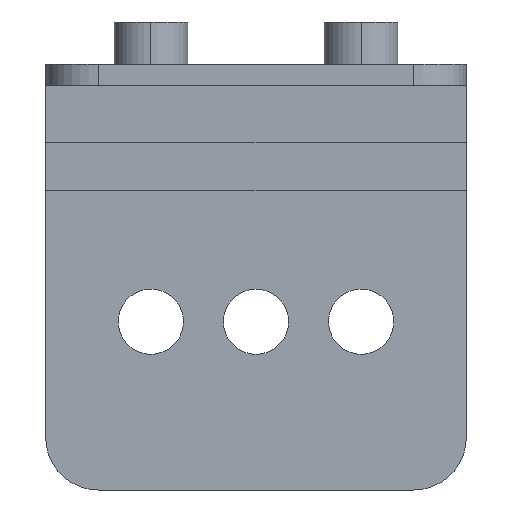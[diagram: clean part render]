
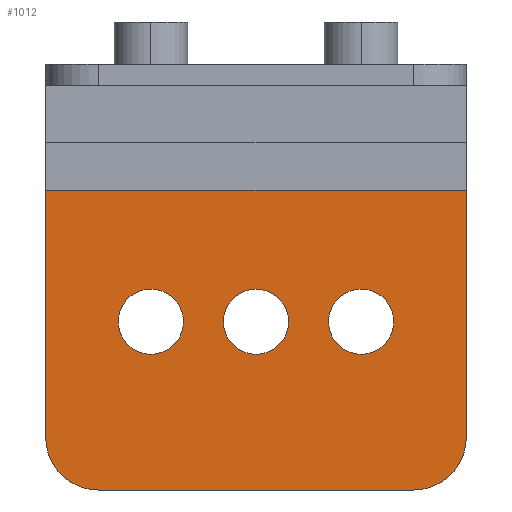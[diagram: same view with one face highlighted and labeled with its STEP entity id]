
A CAD part, front view. The second image highlights one B-rep face of the part: STEP entity #1012.
In plain terms, the highlighted planar face has unit normal (0, -1, 0).
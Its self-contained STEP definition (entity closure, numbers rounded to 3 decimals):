
#102=CARTESIAN_POINT('',(-15.,-2.,-35.5));
#103=DIRECTION('',(0.,1.,0.));
#104=DIRECTION('',(0.,0.,-1.));
#105=AXIS2_PLACEMENT_3D('',#102,#103,#104);
#110=DIRECTION('',(0.,0.,1.));
#111=VECTOR('',#110,33.);
#112=CARTESIAN_POINT('',(-20.,-2.,-35.5));
#113=LINE('',#112,#111);
#117=CARTESIAN_POINT('',(15.,-2.,-35.5));
#118=DIRECTION('',(0.,1.,0.));
#119=DIRECTION('',(1.,0.,0.));
#120=AXIS2_PLACEMENT_3D('',#117,#118,#119);
#125=DIRECTION('',(-1.,0.,0.));
#126=VECTOR('',#125,30.);
#127=CARTESIAN_POINT('',(15.,-2.,-40.5));
#128=LINE('',#127,#126);
#132=CARTESIAN_POINT('',(0.,-2.,-24.5));
#133=DIRECTION('',(0.,-1.,0.));
#134=DIRECTION('',(-1.,0.,0.));
#135=AXIS2_PLACEMENT_3D('',#132,#133,#134);
#140=CARTESIAN_POINT('',(0.,-2.,-24.5));
#141=DIRECTION('',(0.,-1.,0.));
#142=DIRECTION('',(1.,0.,0.));
#143=AXIS2_PLACEMENT_3D('',#140,#141,#142);
#148=CARTESIAN_POINT('',(10.,-2.,-24.5));
#149=DIRECTION('',(0.,-1.,0.));
#150=DIRECTION('',(-1.,0.,0.));
#151=AXIS2_PLACEMENT_3D('',#148,#149,#150);
#156=CARTESIAN_POINT('',(10.,-2.,-24.5));
#157=DIRECTION('',(0.,-1.,0.));
#158=DIRECTION('',(1.,0.,0.));
#159=AXIS2_PLACEMENT_3D('',#156,#157,#158);
#164=CARTESIAN_POINT('',(-10.,-2.,-24.5));
#165=DIRECTION('',(0.,-1.,0.));
#166=DIRECTION('',(-1.,0.,0.));
#167=AXIS2_PLACEMENT_3D('',#164,#165,#166);
#172=CARTESIAN_POINT('',(-10.,-2.,-24.5));
#173=DIRECTION('',(0.,-1.,0.));
#174=DIRECTION('',(1.,0.,0.));
#175=AXIS2_PLACEMENT_3D('',#172,#173,#174);
#187=DIRECTION('',(-1.,0.,0.));
#188=VECTOR('',#187,40.);
#189=CARTESIAN_POINT('',(20.,-2.,-2.5));
#190=LINE('',#189,#188);
#521=DIRECTION('',(0.,0.,1.));
#522=VECTOR('',#521,33.);
#523=CARTESIAN_POINT('',(20.,-2.,-35.5));
#524=LINE('',#523,#522);
#811=CARTESIAN_POINT('',(-20.,-2.,-35.5));
#813=VERTEX_POINT('',#811);
#824=CARTESIAN_POINT('',(-20.,-2.,-2.5));
#825=VERTEX_POINT('',#824);
#826=CARTESIAN_POINT('',(-15.,-2.,-40.5));
#827=VERTEX_POINT('',#826);
#830=CARTESIAN_POINT('',(20.,-2.,-2.5));
#831=VERTEX_POINT('',#830);
#832=CARTESIAN_POINT('',(20.,-2.,-35.5));
#833=VERTEX_POINT('',#832);
#834=CARTESIAN_POINT('',(15.,-2.,-40.5));
#835=VERTEX_POINT('',#834);
#836=CARTESIAN_POINT('',(-3.1,-2.,-24.5));
#837=CARTESIAN_POINT('',(3.1,-2.,-24.5));
#838=VERTEX_POINT('',#836);
#839=VERTEX_POINT('',#837);
#840=CARTESIAN_POINT('',(6.9,-2.,-24.5));
#841=CARTESIAN_POINT('',(13.1,-2.,-24.5));
#842=VERTEX_POINT('',#840);
#843=VERTEX_POINT('',#841);
#844=CARTESIAN_POINT('',(-13.1,-2.,-24.5));
#845=CARTESIAN_POINT('',(-6.9,-2.,-24.5));
#846=VERTEX_POINT('',#844);
#847=VERTEX_POINT('',#845);
#977=CARTESIAN_POINT('',(-20.,-2.,-2.5));
#978=DIRECTION('',(0.,-1.,0.));
#979=DIRECTION('',(0.,0.,-1.));
#980=AXIS2_PLACEMENT_3D('',#977,#978,#979);
#981=PLANE('',#980);
#982=ORIENTED_EDGE('',*,*,#967,.T.);
#983=ORIENTED_EDGE('',*,*,#957,.T.);
#985=ORIENTED_EDGE('',*,*,#984,.F.);
#987=ORIENTED_EDGE('',*,*,#986,.F.);
#989=ORIENTED_EDGE('',*,*,#988,.T.);
#991=ORIENTED_EDGE('',*,*,#990,.T.);
#992=EDGE_LOOP('',(#982,#983,#985,#987,#989,#991));
#993=FACE_OUTER_BOUND('',#992,.F.);
#995=ORIENTED_EDGE('',*,*,#994,.T.);
#997=ORIENTED_EDGE('',*,*,#996,.T.);
#998=EDGE_LOOP('',(#995,#997));
#999=FACE_BOUND('',#998,.F.);
#1001=ORIENTED_EDGE('',*,*,#1000,.T.);
#1003=ORIENTED_EDGE('',*,*,#1002,.T.);
#1004=EDGE_LOOP('',(#1001,#1003));
#1005=FACE_BOUND('',#1004,.F.);
#1007=ORIENTED_EDGE('',*,*,#1006,.T.);
#1009=ORIENTED_EDGE('',*,*,#1008,.T.);
#1010=EDGE_LOOP('',(#1007,#1009));
#1011=FACE_BOUND('',#1010,.F.);
#1012=ADVANCED_FACE('',(#993,#999,#1005,#1011),#981,.T.);
#106=CIRCLE('',#105,5.);
#121=CIRCLE('',#120,5.);
#136=CIRCLE('',#135,3.1);
#144=CIRCLE('',#143,3.1);
#152=CIRCLE('',#151,3.1);
#160=CIRCLE('',#159,3.1);
#168=CIRCLE('',#167,3.1);
#176=CIRCLE('',#175,3.1);
#957=EDGE_CURVE('',#813,#825,#113,.T.);
#967=EDGE_CURVE('',#827,#813,#106,.T.);
#984=EDGE_CURVE('',#831,#825,#190,.T.);
#986=EDGE_CURVE('',#833,#831,#524,.T.);
#988=EDGE_CURVE('',#833,#835,#121,.T.);
#990=EDGE_CURVE('',#835,#827,#128,.T.);
#994=EDGE_CURVE('',#838,#839,#136,.T.);
#996=EDGE_CURVE('',#839,#838,#144,.T.);
#1000=EDGE_CURVE('',#842,#843,#152,.T.);
#1002=EDGE_CURVE('',#843,#842,#160,.T.);
#1006=EDGE_CURVE('',#846,#847,#168,.T.);
#1008=EDGE_CURVE('',#847,#846,#176,.T.);
